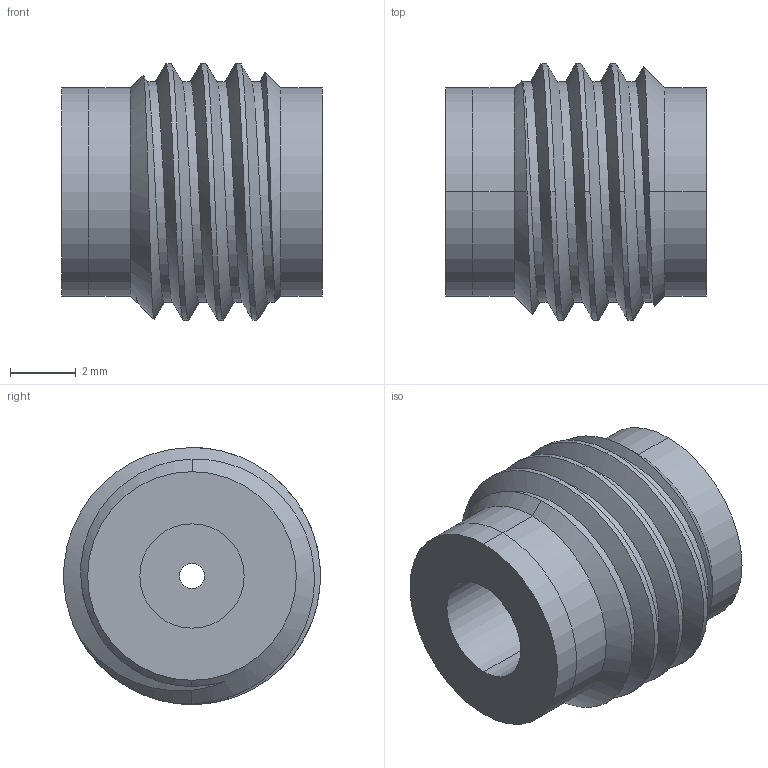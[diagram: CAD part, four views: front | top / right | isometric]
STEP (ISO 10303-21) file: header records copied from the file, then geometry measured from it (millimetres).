
FILE_DESCRIPTION (( 'STEP AP203' ), '1' );
FILE_NAME ('FR-SS-30.STEP', '2025-09-19T16:58:22', ( '' ), ( '' ), 'SwSTEP 2.0', 'SolidWorks 2018', '' );
FILE_SCHEMA (( 'CONFIG_CONTROL_DESIGN' ));
Length unit declared in the file: inch
Products named in the file (3): PRT-002415; FR-SS-30; PRT-000069
Assembly tree (2 placements, depth 2):
  FR-SS-30
    PRT-000069
    PRT-002415
Bounding box: 7.94 x 7.81 x 7.82 mm (x, y, z)
Volume: 215.1 mm3; surface area: 472.3 mm2
Topology: 2 solids, 2 shells, 73 faces, 171 edges, 103 vertices
Faces by surface type: cylinder 33, cone 22, plane 15, bspline 3
Entity records: 3620 total; most frequent: CARTESIAN_POINT 1716, DIRECTION 342, ORIENTED_EDGE 326, EDGE_CURVE 163, AXIS2_PLACEMENT_3D 138, VERTEX_POINT 103, EDGE_LOOP 86, ADVANCED_FACE 73
